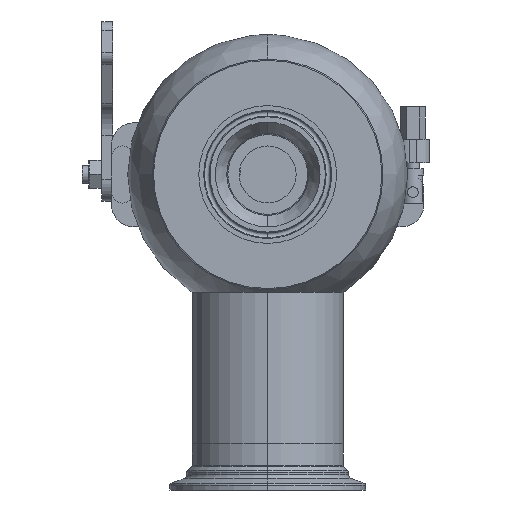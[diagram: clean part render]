
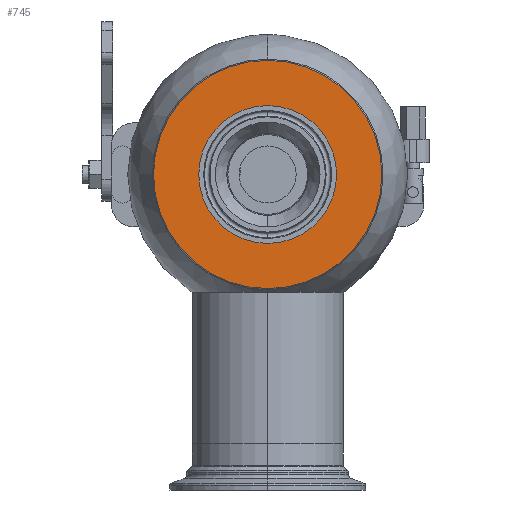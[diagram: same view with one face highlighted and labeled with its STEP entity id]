
A CAD part, front view. The second image highlights one B-rep face of the part: STEP entity #745.
In plain terms, the highlighted planar face has unit normal (0, -1, 0).
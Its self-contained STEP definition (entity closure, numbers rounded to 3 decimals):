
#11=CARTESIAN_POINT('',(0.,-48.,0.));
#12=DIRECTION('',(0.,1.,0.));
#13=DIRECTION('',(0.,0.,1.));
#14=AXIS2_PLACEMENT_3D('',#11,#12,#13);
#34=CARTESIAN_POINT('',(0.,-48.,0.));
#35=DIRECTION('',(0.,1.,0.));
#36=DIRECTION('',(0.,0.,-1.));
#37=AXIS2_PLACEMENT_3D('',#34,#35,#36);
#39=CARTESIAN_POINT('',(0.,-48.,0.));
#40=DIRECTION('',(0.,-1.,0.));
#41=DIRECTION('',(0.,0.,1.));
#42=AXIS2_PLACEMENT_3D('',#39,#40,#41);
#44=CARTESIAN_POINT('',(0.,-48.,0.));
#45=DIRECTION('',(0.,1.,0.));
#46=DIRECTION('',(0.,0.,1.));
#47=AXIS2_PLACEMENT_3D('',#44,#45,#46);
#616=CARTESIAN_POINT('',(0.,-48.,24.6));
#617=CARTESIAN_POINT('',(0.,-48.,-24.6));
#618=VERTEX_POINT('',#616);
#619=VERTEX_POINT('',#617);
#636=CARTESIAN_POINT('',(0.,-48.,53.));
#637=VERTEX_POINT('',#636);
#638=CARTESIAN_POINT('',(0.,-48.,-53.));
#639=VERTEX_POINT('',#638);
#730=CARTESIAN_POINT('',(0.,-48.,0.));
#731=DIRECTION('',(0.,1.,0.));
#732=DIRECTION('',(0.,0.,-1.));
#733=AXIS2_PLACEMENT_3D('',#730,#731,#732);
#734=PLANE('',#733);
#736=ORIENTED_EDGE('',*,*,#735,.F.);
#738=ORIENTED_EDGE('',*,*,#737,.T.);
#739=EDGE_LOOP('',(#736,#738));
#740=FACE_OUTER_BOUND('',#739,.F.);
#741=ORIENTED_EDGE('',*,*,#681,.F.);
#742=ORIENTED_EDGE('',*,*,#724,.F.);
#743=EDGE_LOOP('',(#741,#742));
#744=FACE_BOUND('',#743,.F.);
#745=ADVANCED_FACE('',(#740,#744),#734,.F.);
#15=CIRCLE('',#14,24.6);
#38=CIRCLE('',#37,24.6);
#43=CIRCLE('',#42,53.);
#48=CIRCLE('',#47,53.);
#681=EDGE_CURVE('',#618,#619,#15,.T.);
#724=EDGE_CURVE('',#619,#618,#38,.T.);
#735=EDGE_CURVE('',#637,#639,#43,.T.);
#737=EDGE_CURVE('',#637,#639,#48,.T.);
